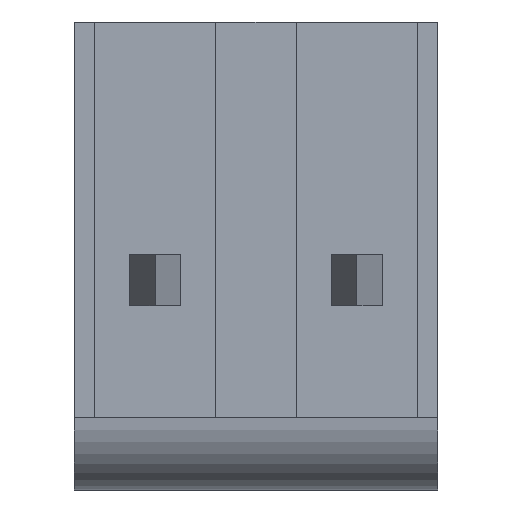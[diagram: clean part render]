
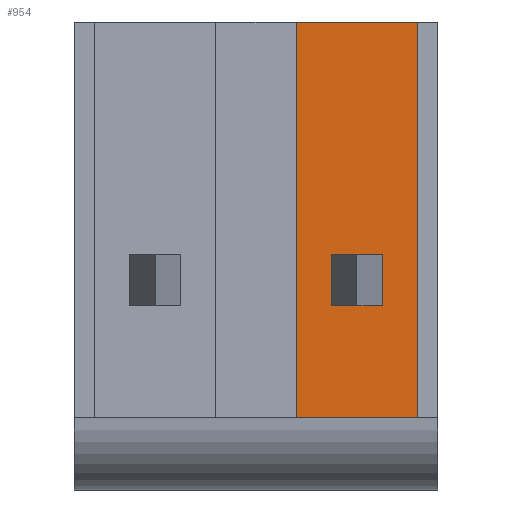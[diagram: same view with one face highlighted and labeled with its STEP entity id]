
A CAD part, front view. The second image highlights one B-rep face of the part: STEP entity #954.
In plain terms, the highlighted planar face has unit normal (0, -1, 0).
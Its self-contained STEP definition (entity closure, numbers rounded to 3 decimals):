
#46=DIRECTION('',(-1.,0.,0.));
#47=VECTOR('',#46,1.5);
#48=CARTESIAN_POINT('',(2.,-0.65,2.95));
#49=LINE('',#48,#47);
#94=DIRECTION('',(-1.,0.,0.));
#95=VECTOR('',#94,1.5);
#96=CARTESIAN_POINT('',(2.,-0.65,-1.95));
#97=LINE('',#96,#95);
#118=DIRECTION('',(0.,0.,-1.));
#119=VECTOR('',#118,4.9);
#120=CARTESIAN_POINT('',(0.5,-0.65,2.95));
#121=LINE('',#120,#119);
#122=DIRECTION('',(0.,0.,-1.));
#123=VECTOR('',#122,4.9);
#124=CARTESIAN_POINT('',(2.,-0.65,2.95));
#125=LINE('',#124,#123);
#126=DIRECTION('',(-1.,0.,0.));
#127=VECTOR('',#126,0.635);
#128=CARTESIAN_POINT('',(1.568,-0.65,0.068));
#129=LINE('',#128,#127);
#130=DIRECTION('',(0.,0.,-1.));
#131=VECTOR('',#130,0.635);
#132=CARTESIAN_POINT('',(0.933,-0.65,0.068));
#133=LINE('',#132,#131);
#134=DIRECTION('',(-1.,0.,0.));
#135=VECTOR('',#134,0.635);
#136=CARTESIAN_POINT('',(1.568,-0.65,-0.568));
#137=LINE('',#136,#135);
#138=DIRECTION('',(0.,0.,-1.));
#139=VECTOR('',#138,0.635);
#140=CARTESIAN_POINT('',(1.568,-0.65,0.068));
#141=LINE('',#140,#139);
#667=CARTESIAN_POINT('',(1.568,-0.65,0.068));
#668=VERTEX_POINT('',#667);
#669=CARTESIAN_POINT('',(0.933,-0.65,0.068));
#670=VERTEX_POINT('',#669);
#671=CARTESIAN_POINT('',(1.568,-0.65,-0.568));
#672=VERTEX_POINT('',#671);
#673=CARTESIAN_POINT('',(0.933,-0.65,-0.568));
#674=VERTEX_POINT('',#673);
#692=CARTESIAN_POINT('',(2.,-0.65,2.95));
#694=VERTEX_POINT('',#692);
#695=CARTESIAN_POINT('',(0.5,-0.65,2.95));
#696=VERTEX_POINT('',#695);
#703=CARTESIAN_POINT('',(2.,-0.65,-1.95));
#704=VERTEX_POINT('',#703);
#705=CARTESIAN_POINT('',(0.5,-0.65,-1.95));
#706=VERTEX_POINT('',#705);
#933=CARTESIAN_POINT('',(2.,-0.65,2.95));
#934=DIRECTION('',(0.,1.,0.));
#935=DIRECTION('',(-1.,0.,0.));
#936=AXIS2_PLACEMENT_3D('',#933,#934,#935);
#937=PLANE('',#936);
#938=ORIENTED_EDGE('',*,*,#813,.F.);
#939=ORIENTED_EDGE('',*,*,#889,.T.);
#940=ORIENTED_EDGE('',*,*,#903,.T.);
#941=ORIENTED_EDGE('',*,*,#926,.F.);
#942=EDGE_LOOP('',(#938,#939,#940,#941));
#943=FACE_OUTER_BOUND('',#942,.F.);
#945=ORIENTED_EDGE('',*,*,#944,.T.);
#947=ORIENTED_EDGE('',*,*,#946,.T.);
#949=ORIENTED_EDGE('',*,*,#948,.F.);
#951=ORIENTED_EDGE('',*,*,#950,.F.);
#952=EDGE_LOOP('',(#945,#947,#949,#951));
#953=FACE_BOUND('',#952,.F.);
#954=ADVANCED_FACE('',(#943,#953),#937,.F.);
#813=EDGE_CURVE('',#694,#696,#49,.T.);
#889=EDGE_CURVE('',#694,#704,#125,.T.);
#903=EDGE_CURVE('',#704,#706,#97,.T.);
#926=EDGE_CURVE('',#696,#706,#121,.T.);
#944=EDGE_CURVE('',#668,#670,#129,.T.);
#946=EDGE_CURVE('',#670,#674,#133,.T.);
#948=EDGE_CURVE('',#672,#674,#137,.T.);
#950=EDGE_CURVE('',#668,#672,#141,.T.);
